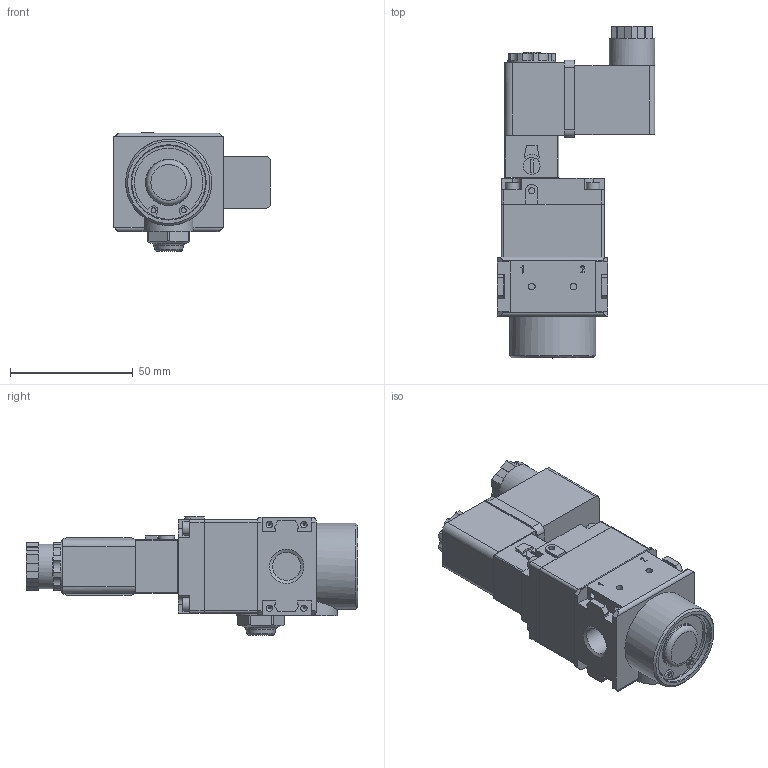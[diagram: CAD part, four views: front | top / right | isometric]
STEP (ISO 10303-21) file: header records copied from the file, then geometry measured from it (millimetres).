
FILE_DESCRIPTION( ( 'STEP AP203' ), ' ' );
FILE_NAME( '9.4001.00.500.stp', '2017-04-07T12:52:09', ( '' ), ( '' ), ' ', 'PARTsolutions', ' ' );
FILE_SCHEMA( ( 'CONFIG_CONTROL_DESIGN' ) );
Length unit declared in the file: millimetre
Products named in the file (3): 9.4001.00.500; _S 06-4(6); _S 06-4-2
Assembly tree (2 placements, depth 2):
  9.4001.00.500
    _S 06-4(6)
    _S 06-4-2
Bounding box: 64 x 135 x 48.2 mm (x, y, z)
Volume: 152167 mm3; surface area: 29732 mm2
Topology: 2 solids, 2 shells, 513 faces, 1345 edges, 882 vertices
Faces by surface type: plane 302, cylinder 191, cone 16, torus 4
Full cylindrical faces by diameter (mm): 2 x2, 2.5 x1, 2.6 x4, 2.7 x2, 3 x5, 5 x1, 5.5 x4, 6.8 x1, 7.1 x1, 7.2 x1, 9.7 x1, 11.445 x2, 14 x1, 15.3 x1, 16 x2, 18.5 x2, 19.5 x1, 20.3 x1, 30 x1, 31.4 x1, 35 x1
Entity records: 15732 total; most frequent: CARTESIAN_POINT 2880, DIRECTION 2724, ORIENTED_EDGE 2560, EDGE_CURVE 1280, AXIS2_PLACEMENT_3D 953, VERTEX_POINT 873, LINE 818, VECTOR 818
